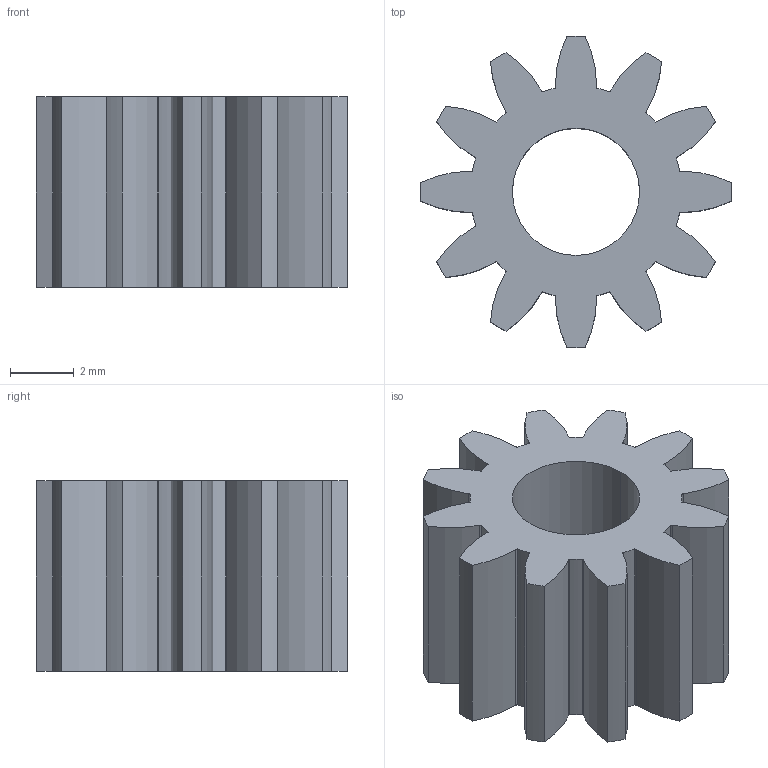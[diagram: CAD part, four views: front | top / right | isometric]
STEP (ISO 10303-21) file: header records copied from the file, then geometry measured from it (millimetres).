
FILE_DESCRIPTION((''),'2;1');
FILE_NAME('drillmotorpinion.stp','2001-12-27T20:40:20',('Administrator'),(''),'Autodesk Inventor (tm) 3.0','Autodesk Inventor (tm) 3.0','');
FILE_SCHEMA(('CONFIG_CONTROL_DESIGN'));
Length unit declared in the file: millimetre
Products named in the file (1): drillmotorpinion
Bounding box: 9.8 x 9.8 x 6 mm (x, y, z)
Volume: 254.8 mm3; surface area: 475.5 mm2
Topology: 1 solids, 1 shells, 76 faces, 222 edges, 148 vertices
Faces by surface type: cylinder 72, bspline 2, plane 2
Entity records: 2739 total; most frequent: DIRECTION 520, CARTESIAN_POINT 481, ORIENTED_EDGE 444, AXIS2_PLACEMENT_3D 223, EDGE_CURVE 222, VERTEX_POINT 148, CIRCLE 148, EDGE_LOOP 78
